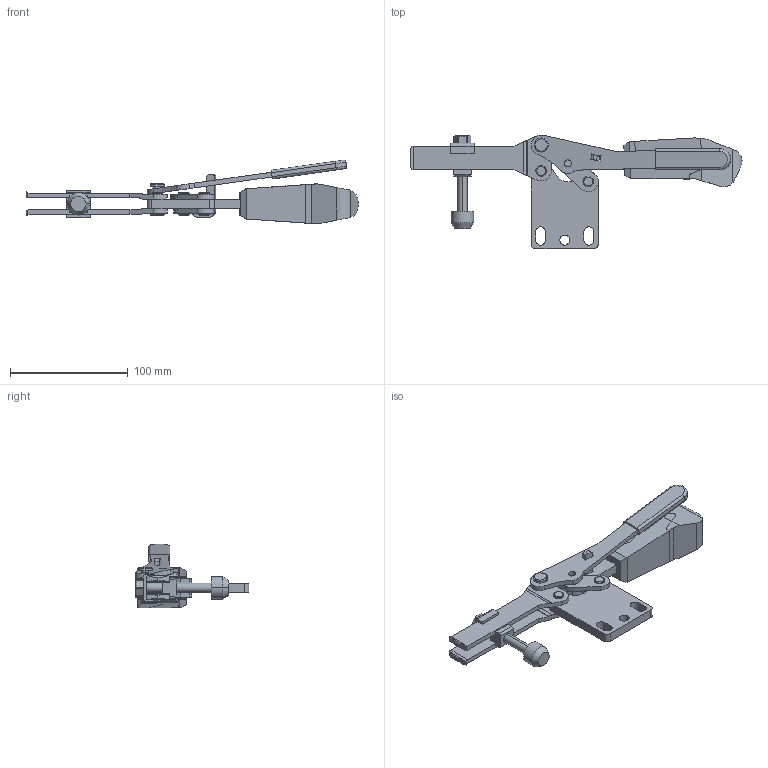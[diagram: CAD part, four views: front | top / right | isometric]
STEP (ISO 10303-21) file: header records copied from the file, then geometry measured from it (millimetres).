
FILE_DESCRIPTION (( 'STEP AP214' ), '1' );
FILE_NAME ('EH 23330.1615.STEP', '2019-10-25T05:37:31', ( '' ), ( '' ), 'SwSTEP 2.0', 'SolidWorks 2019', '' );
FILE_SCHEMA (( 'AUTOMOTIVE_DESIGN' ));
Length unit declared in the file: millimetre
Products named in the file (9): EH 23330.1615; _93245-1.stp; _491777.stp; _93112-6_0.stp; _93112-3_0.stp; _557248.stp; _30MS-M8-4.stp; _93112-2.stp; _146258.stp
Assembly tree (8 placements, depth 2):
  EH 23330.1615
    _93245-1.stp
    _93112-2.stp
    _93112-3_0.stp
    _557248.stp
    _491777.stp
    _30MS-M8-4.stp
    _146258.stp
    _93112-6_0.stp
Bounding box: 282.17 x 96.79 x 54.26 mm (x, y, z)
Volume: 190126.5 mm3; surface area: 62415.1 mm2
Topology: 8 solids, 9 shells, 368 faces, 957 edges, 624 vertices
Faces by surface type: plane 189, cylinder 145, torus 18, cone 16
Entity records: 12233 total; most frequent: CARTESIAN_POINT 2459, ORIENTED_EDGE 1914, DIRECTION 1871, EDGE_CURVE 957, AXIS2_PLACEMENT_3D 643, VERTEX_POINT 624, LINE 585, VECTOR 585
